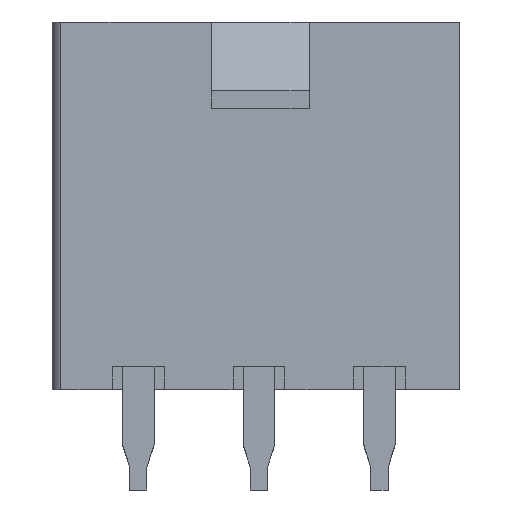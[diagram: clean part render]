
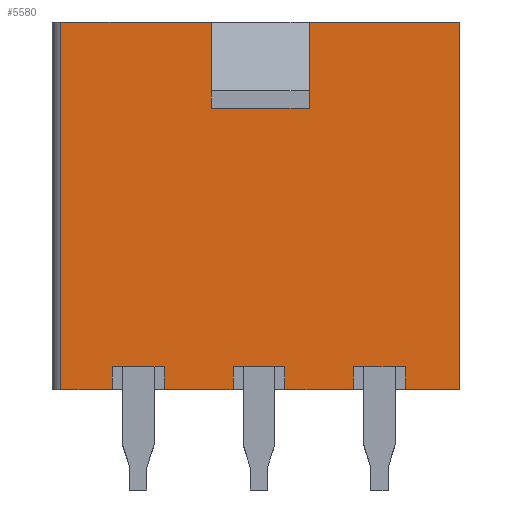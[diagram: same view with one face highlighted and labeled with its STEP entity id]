
A CAD part, front view. The second image highlights one B-rep face of the part: STEP entity #5580.
In plain terms, the highlighted planar face has unit normal (0, -1, 0).
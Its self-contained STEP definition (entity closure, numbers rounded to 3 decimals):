
#319=ORIENTED_EDGE('',*,*,#1854,.F.);
#320=ORIENTED_EDGE('',*,*,#1969,.T.);
#321=ORIENTED_EDGE('',*,*,#1970,.T.);
#322=ORIENTED_EDGE('',*,*,#1971,.T.);
#323=ORIENTED_EDGE('',*,*,#1846,.F.);
#324=ORIENTED_EDGE('',*,*,#1972,.T.);
#325=ORIENTED_EDGE('',*,*,#1923,.T.);
#326=ORIENTED_EDGE('',*,*,#1973,.F.);
#327=ORIENTED_EDGE('',*,*,#1974,.F.);
#328=ORIENTED_EDGE('',*,*,#1975,.T.);
#329=ORIENTED_EDGE('',*,*,#1921,.T.);
#330=ORIENTED_EDGE('',*,*,#1832,.F.);
#331=ORIENTED_EDGE('',*,*,#1870,.F.);
#332=ORIENTED_EDGE('',*,*,#1976,.T.);
#333=ORIENTED_EDGE('',*,*,#1977,.T.);
#334=ORIENTED_EDGE('',*,*,#1978,.T.);
#335=ORIENTED_EDGE('',*,*,#1862,.F.);
#336=ORIENTED_EDGE('',*,*,#1979,.T.);
#337=ORIENTED_EDGE('',*,*,#1980,.T.);
#338=ORIENTED_EDGE('',*,*,#1981,.T.);
#1832=EDGE_CURVE('',#2666,#2663,#3200,.T.);
#1846=EDGE_CURVE('',#2679,#2680,#3214,.T.);
#1854=EDGE_CURVE('',#2687,#2688,#3222,.T.);
#1862=EDGE_CURVE('',#2695,#2696,#3230,.T.);
#1870=EDGE_CURVE('',#2703,#2666,#3238,.T.);
#1921=EDGE_CURVE('',#2745,#2663,#3288,.T.);
#1923=EDGE_CURVE('',#2747,#2746,#3290,.T.);
#1969=EDGE_CURVE('',#2687,#2787,#3335,.T.);
#1970=EDGE_CURVE('',#2787,#2788,#3336,.T.);
#1971=EDGE_CURVE('',#2788,#2680,#3337,.T.);
#1972=EDGE_CURVE('',#2679,#2747,#3338,.T.);
#1973=EDGE_CURVE('',#2789,#2746,#3339,.T.);
#1974=EDGE_CURVE('',#2790,#2789,#3340,.T.);
#1975=EDGE_CURVE('',#2790,#2745,#3341,.T.);
#1976=EDGE_CURVE('',#2703,#2791,#3342,.T.);
#1977=EDGE_CURVE('',#2791,#2792,#3343,.T.);
#1978=EDGE_CURVE('',#2792,#2696,#3344,.T.);
#1979=EDGE_CURVE('',#2695,#2793,#3345,.T.);
#1980=EDGE_CURVE('',#2793,#2794,#3346,.T.);
#1981=EDGE_CURVE('',#2794,#2688,#3347,.T.);
#2663=VERTEX_POINT('',#7745);
#2666=VERTEX_POINT('',#7750);
#2679=VERTEX_POINT('',#7779);
#2680=VERTEX_POINT('',#7781);
#2687=VERTEX_POINT('',#7795);
#2688=VERTEX_POINT('',#7797);
#2695=VERTEX_POINT('',#7811);
#2696=VERTEX_POINT('',#7813);
#2703=VERTEX_POINT('',#7827);
#2745=VERTEX_POINT('',#7925);
#2746=VERTEX_POINT('',#7927);
#2747=VERTEX_POINT('',#7929);
#2787=VERTEX_POINT('',#8019);
#2788=VERTEX_POINT('',#8021);
#2789=VERTEX_POINT('',#8025);
#2790=VERTEX_POINT('',#8027);
#2791=VERTEX_POINT('',#8030);
#2792=VERTEX_POINT('',#8032);
#2793=VERTEX_POINT('',#8035);
#2794=VERTEX_POINT('',#8037);
#3200=LINE('',#7751,#3976);
#3214=LINE('',#7780,#3990);
#3222=LINE('',#7796,#3998);
#3230=LINE('',#7812,#4006);
#3238=LINE('',#7828,#4014);
#3288=LINE('',#7924,#4064);
#3290=LINE('',#7928,#4066);
#3335=LINE('',#8018,#4111);
#3336=LINE('',#8020,#4112);
#3337=LINE('',#8022,#4113);
#3338=LINE('',#8023,#4114);
#3339=LINE('',#8024,#4115);
#3340=LINE('',#8026,#4116);
#3341=LINE('',#8028,#4117);
#3342=LINE('',#8029,#4118);
#3343=LINE('',#8031,#4119);
#3344=LINE('',#8033,#4120);
#3345=LINE('',#8034,#4121);
#3346=LINE('',#8036,#4122);
#3347=LINE('',#8038,#4123);
#3976=VECTOR('',#6260,1000.);
#3990=VECTOR('',#6278,1000.);
#3998=VECTOR('',#6286,1000.);
#4006=VECTOR('',#6294,1000.);
#4014=VECTOR('',#6302,1000.);
#4064=VECTOR('',#6362,1000.);
#4066=VECTOR('',#6364,1000.);
#4111=VECTOR('',#6419,1000.);
#4112=VECTOR('',#6420,1000.);
#4113=VECTOR('',#6421,1000.);
#4114=VECTOR('',#6422,1000.);
#4115=VECTOR('',#6423,1000.);
#4116=VECTOR('',#6424,1000.);
#4117=VECTOR('',#6425,1000.);
#4118=VECTOR('',#6426,1000.);
#4119=VECTOR('',#6427,1000.);
#4120=VECTOR('',#6428,1000.);
#4121=VECTOR('',#6429,1000.);
#4122=VECTOR('',#6430,1000.);
#4123=VECTOR('',#6431,1000.);
#4743=EDGE_LOOP('',(#319,#320,#321,#322,#323,#324,#325,#326,#327,#328,#329,
#330,#331,#332,#333,#334,#335,#336,#337,#338));
#5037=FACE_BOUND('',#4743,.T.);
#5328=PLANE('',#5890);
#5580=ADVANCED_FACE('',(#5037),#5328,.T.);
#5890=AXIS2_PLACEMENT_3D('',#8017,#6417,#6418);
#6260=DIRECTION('',(0.,0.,1.));
#6278=DIRECTION('',(-1.,0.,0.));
#6286=DIRECTION('',(-1.,0.,0.));
#6294=DIRECTION('',(-1.,0.,0.));
#6302=DIRECTION('',(-1.,0.,0.));
#6362=DIRECTION('',(-1.,0.,0.));
#6364=DIRECTION('',(-1.,0.,0.));
#6417=DIRECTION('',(0.,-1.,0.));
#6418=DIRECTION('',(0.,0.,-1.));
#6419=DIRECTION('',(0.,0.,1.));
#6420=DIRECTION('',(1.,0.,0.));
#6421=DIRECTION('',(0.,0.,-1.));
#6422=DIRECTION('',(0.,0.,1.));
#6423=DIRECTION('',(0.,0.,1.));
#6424=DIRECTION('',(1.,0.,0.));
#6425=DIRECTION('',(0.,0.,1.));
#6426=DIRECTION('',(0.,0.,1.));
#6427=DIRECTION('',(1.,0.,0.));
#6428=DIRECTION('',(0.,0.,-1.));
#6429=DIRECTION('',(0.,0.,1.));
#6430=DIRECTION('',(1.,0.,0.));
#6431=DIRECTION('',(0.,0.,-1.));
#7745=CARTESIAN_POINT('',(-6.95,-4.8,6.4));
#7750=CARTESIAN_POINT('',(-6.95,-4.8,-6.4));
#7751=CARTESIAN_POINT('',(-6.95,-4.8,-6.4));
#7779=CARTESIAN_POINT('',(6.95,-4.8,-6.4));
#7780=CARTESIAN_POINT('',(6.95,-4.8,-6.4));
#7781=CARTESIAN_POINT('',(5.05,-4.8,-6.4));
#7795=CARTESIAN_POINT('',(3.25,-4.8,-6.4));
#7796=CARTESIAN_POINT('',(6.95,-4.8,-6.4));
#7797=CARTESIAN_POINT('',(0.85,-4.8,-6.4));
#7811=CARTESIAN_POINT('',(-0.95,-4.8,-6.4));
#7812=CARTESIAN_POINT('',(6.95,-4.8,-6.4));
#7813=CARTESIAN_POINT('',(-3.35,-4.8,-6.4));
#7827=CARTESIAN_POINT('',(-5.15,-4.8,-6.4));
#7828=CARTESIAN_POINT('',(6.95,-4.8,-6.4));
#7924=CARTESIAN_POINT('',(6.95,-4.8,6.4));
#7925=CARTESIAN_POINT('',(-1.7,-4.8,6.4));
#7927=CARTESIAN_POINT('',(1.7,-4.8,6.4));
#7928=CARTESIAN_POINT('',(6.95,-4.8,6.4));
#7929=CARTESIAN_POINT('',(6.95,-4.8,6.4));
#8017=CARTESIAN_POINT('',(6.95,-4.8,-6.4));
#8018=CARTESIAN_POINT('',(3.25,-4.8,-6.4));
#8019=CARTESIAN_POINT('',(3.25,-4.8,-5.6));
#8020=CARTESIAN_POINT('',(6.95,-4.8,-5.6));
#8021=CARTESIAN_POINT('',(5.05,-4.8,-5.6));
#8022=CARTESIAN_POINT('',(5.05,-4.8,-6.4));
#8023=CARTESIAN_POINT('',(6.95,-4.8,-6.4));
#8024=CARTESIAN_POINT('',(1.7,-4.8,3.4));
#8025=CARTESIAN_POINT('',(1.7,-4.8,3.4));
#8026=CARTESIAN_POINT('',(-1.7,-4.8,3.4));
#8027=CARTESIAN_POINT('',(-1.7,-4.8,3.4));
#8028=CARTESIAN_POINT('',(-1.7,-4.8,3.4));
#8029=CARTESIAN_POINT('',(-5.15,-4.8,-6.4));
#8030=CARTESIAN_POINT('',(-5.15,-4.8,-5.6));
#8031=CARTESIAN_POINT('',(6.95,-4.8,-5.6));
#8032=CARTESIAN_POINT('',(-3.35,-4.8,-5.6));
#8033=CARTESIAN_POINT('',(-3.35,-4.8,-6.4));
#8034=CARTESIAN_POINT('',(-0.95,-4.8,-6.4));
#8035=CARTESIAN_POINT('',(-0.95,-4.8,-5.6));
#8036=CARTESIAN_POINT('',(6.95,-4.8,-5.6));
#8037=CARTESIAN_POINT('',(0.85,-4.8,-5.6));
#8038=CARTESIAN_POINT('',(0.85,-4.8,-6.4));
